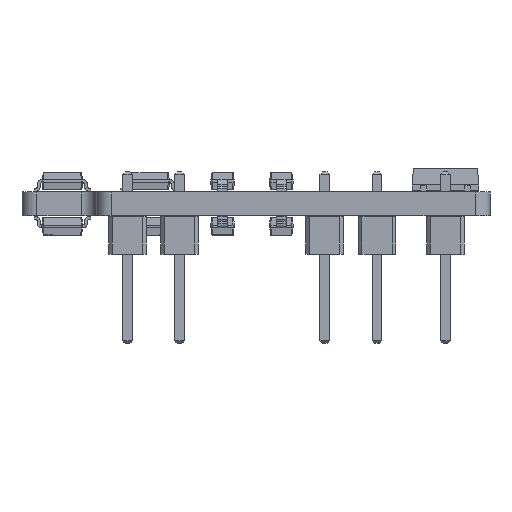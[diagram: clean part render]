
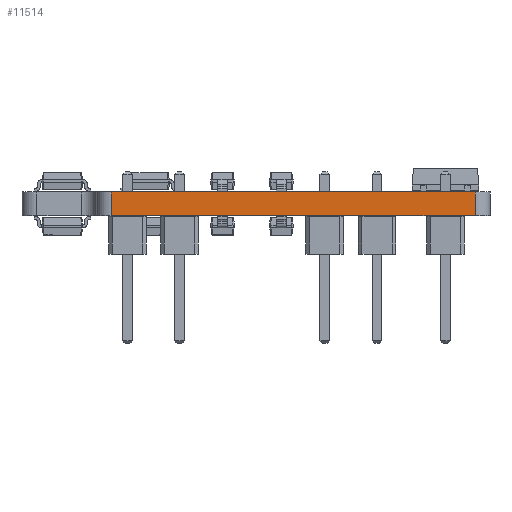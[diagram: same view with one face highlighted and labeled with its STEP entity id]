
A CAD part, left-side view. The second image highlights one B-rep face of the part: STEP entity #11514.
In plain terms, the highlighted planar face has unit normal (-1, 0, 0).
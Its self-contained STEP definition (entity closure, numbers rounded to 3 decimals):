
#10395 = VERTEX_POINT('',#10396);
#10396 = CARTESIAN_POINT('',(121.479,-106.075,0.));
#10403 = EDGE_CURVE('',#10404,#10395,#10406,.T.);
#10404 = VERTEX_POINT('',#10405);
#10405 = CARTESIAN_POINT('',(121.479,-130.575,0.));
#10406 = LINE('',#10407,#10408);
#10407 = CARTESIAN_POINT('',(121.479,-130.575,0.));
#10408 = VECTOR('',#10409,1.);
#10409 = DIRECTION('',(0.,1.,0.));
#10890 = VERTEX_POINT('',#10891);
#10891 = CARTESIAN_POINT('',(121.479,-106.075,1.6));
#10898 = EDGE_CURVE('',#10899,#10890,#10901,.T.);
#10899 = VERTEX_POINT('',#10900);
#10900 = CARTESIAN_POINT('',(121.479,-130.575,1.6));
#10901 = LINE('',#10902,#10903);
#10902 = CARTESIAN_POINT('',(121.479,-130.575,1.6));
#10903 = VECTOR('',#10904,1.);
#10904 = DIRECTION('',(0.,1.,0.));
#11484 = EDGE_CURVE('',#10395,#10890,#11485,.T.);
#11485 = LINE('',#11486,#11487);
#11486 = CARTESIAN_POINT('',(121.479,-106.075,0.));
#11487 = VECTOR('',#11488,1.);
#11488 = DIRECTION('',(0.,0.,1.));
#11514 = ADVANCED_FACE('',(#11515),#11526,.T.);
#11515 = FACE_BOUND('',#11516,.T.);
#11516 = EDGE_LOOP('',(#11517,#11523,#11524,#11525));
#11517 = ORIENTED_EDGE('',*,*,#11518,.T.);
#11518 = EDGE_CURVE('',#10404,#10899,#11519,.T.);
#11519 = LINE('',#11520,#11521);
#11520 = CARTESIAN_POINT('',(121.479,-130.575,0.));
#11521 = VECTOR('',#11522,1.);
#11522 = DIRECTION('',(0.,0.,1.));
#11523 = ORIENTED_EDGE('',*,*,#10898,.T.);
#11524 = ORIENTED_EDGE('',*,*,#11484,.F.);
#11525 = ORIENTED_EDGE('',*,*,#10403,.F.);
#11526 = PLANE('',#11527);
#11527 = AXIS2_PLACEMENT_3D('',#11528,#11529,#11530);
#11528 = CARTESIAN_POINT('',(121.479,-130.575,0.));
#11529 = DIRECTION('',(-1.,0.,0.));
#11530 = DIRECTION('',(0.,1.,0.));
